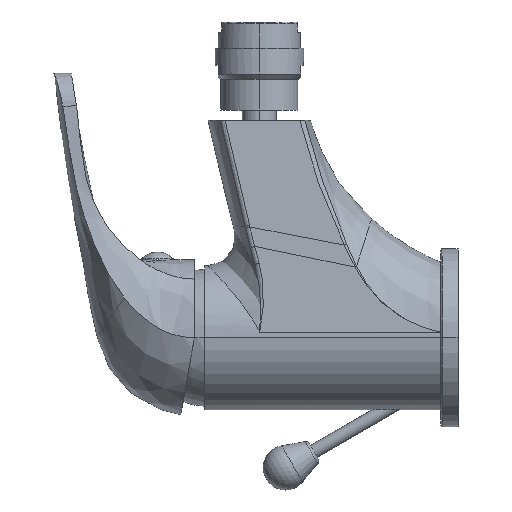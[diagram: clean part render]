
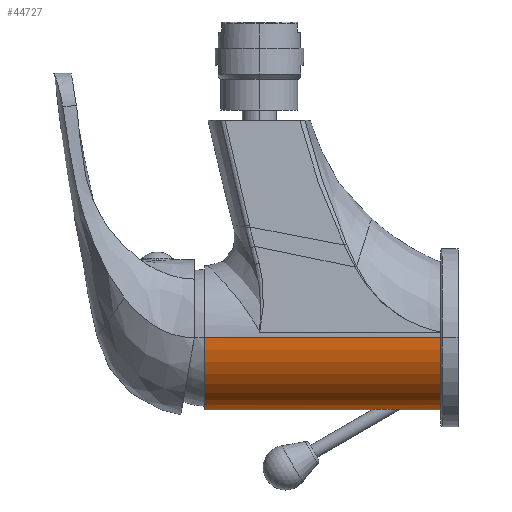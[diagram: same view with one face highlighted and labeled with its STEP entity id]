
A CAD part, left-side view. The second image highlights one B-rep face of the part: STEP entity #44727.
In plain terms, the highlighted cylindrical face has radius 21 mm (diameter 42 mm), a partial arc.
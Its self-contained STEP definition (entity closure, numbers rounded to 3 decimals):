
#5183=DIRECTION('',(0.,1.,0.));
#5184=VECTOR('',#5183,69.);
#5185=CARTESIAN_POINT('',(21.,0.,0.));
#5186=LINE('',#5185,#5184);
#5187=CARTESIAN_POINT('',(0.,0.,0.));
#5188=DIRECTION('',(0.,1.,0.));
#5189=DIRECTION('',(1.,0.,0.));
#5190=AXIS2_PLACEMENT_3D('',#5187,#5188,#5189);
#5192=CARTESIAN_POINT('',(0.,11.5,-21.));
#5193=CARTESIAN_POINT('',(0.038,11.5,-21.));
#5194=CARTESIAN_POINT('',(0.113,11.503,
-21.));
#5195=CARTESIAN_POINT('',(0.226,11.519,
-20.999));
#5196=CARTESIAN_POINT('',(0.34,11.545,
-20.997));
#5197=CARTESIAN_POINT('',(0.455,11.583,
-20.995));
#5198=CARTESIAN_POINT('',(0.572,11.632,
-20.992));
#5199=CARTESIAN_POINT('',(0.69,11.695,
-20.989));
#5200=CARTESIAN_POINT('',(0.81,11.772,
-20.984));
#5201=CARTESIAN_POINT('',(0.932,11.866,
-20.979));
#5202=CARTESIAN_POINT('',(1.056,11.978,-20.974));
#5203=CARTESIAN_POINT('',(1.182,12.11,-20.967));
#5204=CARTESIAN_POINT('',(1.309,12.265,-20.959));
#5205=CARTESIAN_POINT('',(1.436,12.446,-20.951));
#5206=CARTESIAN_POINT('',(1.563,12.656,-20.942));
#5207=CARTESIAN_POINT('',(1.687,12.897,-20.932));
#5208=CARTESIAN_POINT('',(1.806,13.171,-20.922));
#5209=CARTESIAN_POINT('',(1.917,13.481,-20.912));
#5210=CARTESIAN_POINT('',(2.019,13.828,-20.903));
#5211=CARTESIAN_POINT('',(2.106,14.213,-20.894));
#5212=CARTESIAN_POINT('',(2.176,14.632,-20.887));
#5213=CARTESIAN_POINT('',(2.226,15.082,-20.882));
#5214=CARTESIAN_POINT('',(2.251,15.558,-20.879));
#5215=CARTESIAN_POINT('',(2.251,16.049,-20.879));
#5216=CARTESIAN_POINT('',(2.223,16.546,-20.882));
#5217=CARTESIAN_POINT('',(2.169,17.036,-20.888));
#5218=CARTESIAN_POINT('',(2.09,17.507,-20.896));
#5219=CARTESIAN_POINT('',(1.991,17.948,-20.905));
#5220=CARTESIAN_POINT('',(1.877,18.35,-20.916));
#5221=CARTESIAN_POINT('',(1.751,18.71,-20.927));
#5222=CARTESIAN_POINT('',(1.618,19.026,-20.938));
#5223=CARTESIAN_POINT('',(1.483,19.299,-20.948));
#5224=CARTESIAN_POINT('',(1.349,19.532,-20.957));
#5225=CARTESIAN_POINT('',(1.216,19.729,-20.965));
#5226=CARTESIAN_POINT('',(1.088,19.894,-20.972));
#5227=CARTESIAN_POINT('',(0.964,20.031,
-20.978));
#5228=CARTESIAN_POINT('',(0.844,20.145,
-20.983));
#5229=CARTESIAN_POINT('',(0.729,20.238,
-20.987));
#5230=CARTESIAN_POINT('',(0.617,20.314,
-20.991));
#5231=CARTESIAN_POINT('',(0.508,20.375,
-20.994));
#5232=CARTESIAN_POINT('',(0.404,20.422,
-20.996));
#5233=CARTESIAN_POINT('',(0.302,20.457,
-20.998));
#5234=CARTESIAN_POINT('',(0.201,20.482,
-20.999));
#5235=CARTESIAN_POINT('',(0.101,20.497,
-21.));
#5236=CARTESIAN_POINT('',(0.034,20.5,-21.));
#5237=CARTESIAN_POINT('',(0.,20.5,-21.));
#5239=CARTESIAN_POINT('',(0.,20.5,-21.));
#5240=CARTESIAN_POINT('',(-0.034,20.5,-21.));
#5241=CARTESIAN_POINT('',(-0.101,20.497,
-21.));
#5242=CARTESIAN_POINT('',(-0.201,20.482,
-20.999));
#5243=CARTESIAN_POINT('',(-0.302,20.457,
-20.998));
#5244=CARTESIAN_POINT('',(-0.403,20.422,
-20.996));
#5245=CARTESIAN_POINT('',(-0.508,20.375,
-20.994));
#5246=CARTESIAN_POINT('',(-0.617,20.314,
-20.991));
#5247=CARTESIAN_POINT('',(-0.728,20.238,
-20.987));
#5248=CARTESIAN_POINT('',(-0.843,20.145,
-20.983));
#5249=CARTESIAN_POINT('',(-0.963,20.031,
-20.978));
#5250=CARTESIAN_POINT('',(-1.088,19.894,
-20.972));
#5251=CARTESIAN_POINT('',(-1.216,19.729,
-20.965));
#5252=CARTESIAN_POINT('',(-1.349,19.532,
-20.957));
#5253=CARTESIAN_POINT('',(-1.484,19.299,
-20.948));
#5254=CARTESIAN_POINT('',(-1.619,19.026,
-20.938));
#5255=CARTESIAN_POINT('',(-1.751,18.709,
-20.927));
#5256=CARTESIAN_POINT('',(-1.877,18.349,
-20.916));
#5257=CARTESIAN_POINT('',(-1.992,17.947,
-20.905));
#5258=CARTESIAN_POINT('',(-2.091,17.506,
-20.896));
#5259=CARTESIAN_POINT('',(-2.169,17.036,
-20.888));
#5260=CARTESIAN_POINT('',(-2.223,16.546,
-20.882));
#5261=CARTESIAN_POINT('',(-2.251,16.049,
-20.879));
#5262=CARTESIAN_POINT('',(-2.251,15.558,
-20.879));
#5263=CARTESIAN_POINT('',(-2.226,15.082,
-20.882));
#5264=CARTESIAN_POINT('',(-2.176,14.632,
-20.887));
#5265=CARTESIAN_POINT('',(-2.106,14.213,
-20.894));
#5266=CARTESIAN_POINT('',(-2.019,13.83,
-20.903));
#5267=CARTESIAN_POINT('',(-1.918,13.483,
-20.912));
#5268=CARTESIAN_POINT('',(-1.806,13.173,
-20.922));
#5269=CARTESIAN_POINT('',(-1.688,12.899,
-20.932));
#5270=CARTESIAN_POINT('',(-1.565,12.659,
-20.942));
#5271=CARTESIAN_POINT('',(-1.439,12.45,
-20.951));
#5272=CARTESIAN_POINT('',(-1.312,12.269,
-20.959));
#5273=CARTESIAN_POINT('',(-1.186,12.114,
-20.967));
#5274=CARTESIAN_POINT('',(-1.061,11.982,
-20.973));
#5275=CARTESIAN_POINT('',(-0.937,11.87,
-20.979));
#5276=CARTESIAN_POINT('',(-0.815,11.776,
-20.984));
#5277=CARTESIAN_POINT('',(-0.694,11.697,
-20.989));
#5278=CARTESIAN_POINT('',(-0.575,11.634,
-20.992));
#5279=CARTESIAN_POINT('',(-0.459,11.584,
-20.995));
#5280=CARTESIAN_POINT('',(-0.344,11.546,
-20.997));
#5281=CARTESIAN_POINT('',(-0.229,11.519,
-20.999));
#5282=CARTESIAN_POINT('',(-0.114,11.504,
-21.));
#5283=CARTESIAN_POINT('',(-0.038,11.5,-21.));
#5284=CARTESIAN_POINT('',(0.,11.5,-21.));
#5291=DIRECTION('',(0.,1.,0.));
#5292=VECTOR('',#5291,69.);
#5293=CARTESIAN_POINT('',(-21.,0.,0.));
#5294=LINE('',#5293,#5292);
#5375=CARTESIAN_POINT('',(0.,69.,0.));
#5376=DIRECTION('',(0.,1.,0.));
#5377=DIRECTION('',(1.,0.,0.));
#5378=AXIS2_PLACEMENT_3D('',#5375,#5376,#5377);
#32136=CARTESIAN_POINT('',(21.,69.,0.));
#32137=CARTESIAN_POINT('',(-21.,69.,0.));
#32138=VERTEX_POINT('',#32136);
#32139=VERTEX_POINT('',#32137);
#32521=VERTEX_POINT('',#5192);
#32522=VERTEX_POINT('',#5237);
#39603=CARTESIAN_POINT('',(21.,0.,0.));
#39604=CARTESIAN_POINT('',(-21.,0.,0.));
#39605=VERTEX_POINT('',#39603);
#39606=VERTEX_POINT('',#39604);
#44708=CARTESIAN_POINT('',(0.,0.,0.));
#44709=DIRECTION('',(0.,1.,0.));
#44710=DIRECTION('',(1.,0.,0.));
#44711=AXIS2_PLACEMENT_3D('',#44708,#44709,#44710);
#44712=CYLINDRICAL_SURFACE('',#44711,21.);
#44714=ORIENTED_EDGE('',*,*,#44713,.T.);
#44716=ORIENTED_EDGE('',*,*,#44715,.T.);
#44718=ORIENTED_EDGE('',*,*,#44717,.F.);
#44719=ORIENTED_EDGE('',*,*,#44051,.F.);
#44720=EDGE_LOOP('',(#44714,#44716,#44718,#44719));
#44721=FACE_OUTER_BOUND('',#44720,.F.);
#44722=ORIENTED_EDGE('',*,*,#44684,.F.);
#44724=ORIENTED_EDGE('',*,*,#44723,.F.);
#44725=EDGE_LOOP('',(#44722,#44724));
#44726=FACE_BOUND('',#44725,.F.);
#44727=ADVANCED_FACE('',(#44721,#44726),#44712,.T.);
#5191=CIRCLE('',#5190,21.);
#5238=B_SPLINE_CURVE_WITH_KNOTS('',3,(#5192,#5193,#5194,#5195,#5196,#5197,#5198,
#5199,#5200,#5201,#5202,#5203,#5204,#5205,#5206,#5207,#5208,#5209,#5210,#5211,
#5212,#5213,#5214,#5215,#5216,#5217,#5218,#5219,#5220,#5221,#5222,#5223,#5224,
#5225,#5226,#5227,#5228,#5229,#5230,#5231,#5232,#5233,#5234,#5235,#5236,#5237),
.UNSPECIFIED.,.F.,.F.,(4,1,1,1,1,1,1,1,1,1,1,1,1,1,1,1,1,1,1,1,1,1,1,1,1,1,1,1,
1,1,1,1,1,1,1,1,1,1,1,1,1,1,1,4),(0.,0.023,0.047,
0.07,0.093,0.116,0.14,
0.163,0.186,0.209,0.233,
0.256,0.279,0.302,0.326,
0.349,0.372,0.395,0.419,
0.442,0.465,0.488,0.512,
0.535,0.558,0.581,0.605,
0.628,0.651,0.674,0.698,
0.721,0.744,0.767,0.791,
0.814,0.837,0.86,0.884,
0.907,0.93,0.953,0.977,1.),
.UNSPECIFIED.);
#5285=B_SPLINE_CURVE_WITH_KNOTS('',3,(#5239,#5240,#5241,#5242,#5243,#5244,#5245,
#5246,#5247,#5248,#5249,#5250,#5251,#5252,#5253,#5254,#5255,#5256,#5257,#5258,
#5259,#5260,#5261,#5262,#5263,#5264,#5265,#5266,#5267,#5268,#5269,#5270,#5271,
#5272,#5273,#5274,#5275,#5276,#5277,#5278,#5279,#5280,#5281,#5282,#5283,#5284),
.UNSPECIFIED.,.F.,.F.,(4,1,1,1,1,1,1,1,1,1,1,1,1,1,1,1,1,1,1,1,1,1,1,1,1,1,1,1,
1,1,1,1,1,1,1,1,1,1,1,1,1,1,1,4),(0.,0.023,0.047,
0.07,0.093,0.116,0.14,
0.163,0.186,0.209,0.233,
0.256,0.279,0.302,0.326,
0.349,0.372,0.395,0.419,
0.442,0.465,0.488,0.512,
0.535,0.558,0.581,0.605,
0.628,0.651,0.674,0.698,
0.721,0.744,0.767,0.791,
0.814,0.837,0.86,0.884,
0.907,0.93,0.953,0.977,1.),
.UNSPECIFIED.);
#5379=CIRCLE('',#5378,21.);
#44051=EDGE_CURVE('',#39605,#39606,#5191,.T.);
#44684=EDGE_CURVE('',#32521,#32522,#5238,.T.);
#44713=EDGE_CURVE('',#39605,#32138,#5186,.T.);
#44715=EDGE_CURVE('',#32138,#32139,#5379,.T.);
#44717=EDGE_CURVE('',#39606,#32139,#5294,.T.);
#44723=EDGE_CURVE('',#32522,#32521,#5285,.T.);
